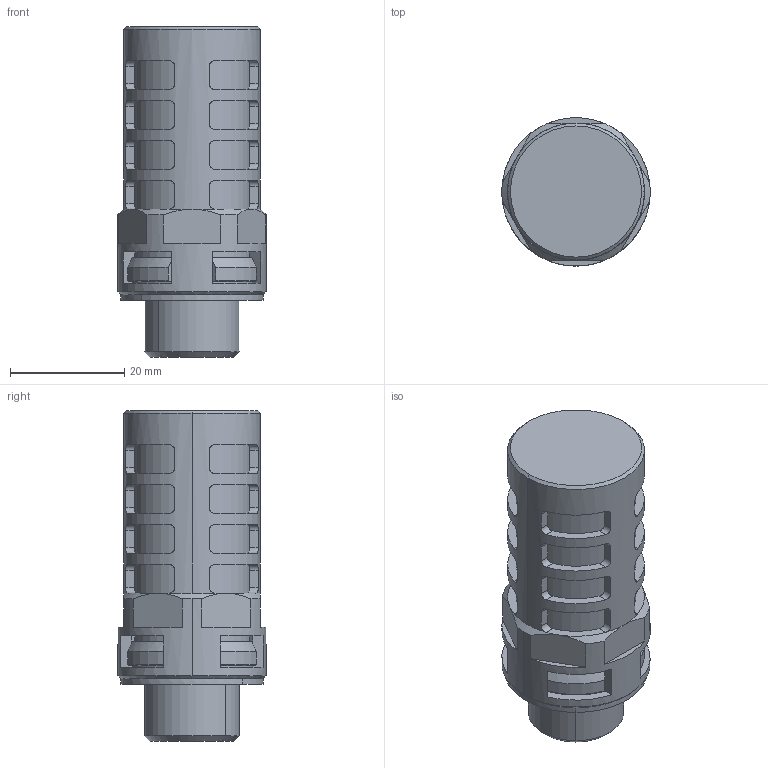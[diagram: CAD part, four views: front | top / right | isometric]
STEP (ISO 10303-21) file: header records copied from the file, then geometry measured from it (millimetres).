
FILE_DESCRIPTION(/* description */ ('AP214 STEP file'),/* implementation_level */ '1');
FILE_NAME(/* name */ 'SR03',/* time_stamp */ '2009-05-08T13:24:05+09:00',/* author */ (''),/* organization */ (''),/* preprocessor_version */ '',/* originating_system */ 'Unigraphics',/* authorisation */ '');
FILE_SCHEMA (('AUTOMOTIVE_DESIGN'));
Length unit declared in the file: millimetre
Products named in the file (1): SR03
Bounding box: 26 x 26 x 58 mm (x, y, z)
Volume: 23076.4 mm3; surface area: 6075.5 mm2
Topology: 1 solids, 1 shells, 235 faces, 620 edges, 404 vertices
Faces by surface type: plane 115, cylinder 100, cone 16, torus 4
Entity records: 7544 total; most frequent: CARTESIAN_POINT 1876, ORIENTED_EDGE 1240, DIRECTION 1080, EDGE_CURVE 620, VERTEX_POINT 404, AXIS2_PLACEMENT_3D 384, VECTOR 312, LINE 312
